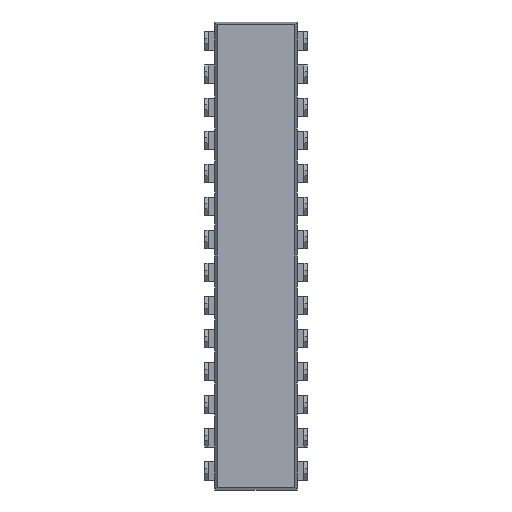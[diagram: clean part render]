
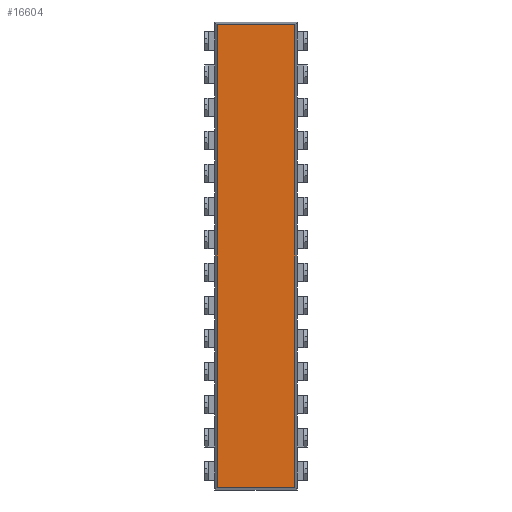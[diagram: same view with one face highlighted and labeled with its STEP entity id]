
A CAD part, front view. The second image highlights one B-rep face of the part: STEP entity #16604.
In plain terms, the highlighted planar face has unit normal (0, -1, 0).
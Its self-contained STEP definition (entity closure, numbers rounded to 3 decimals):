
#318 = EDGE_CURVE ( 'NONE', #333, #319, #4928, .T. ) ;
#319 = VERTEX_POINT ( 'NONE', #4924 ) ;
#331 = EDGE_CURVE ( 'NONE', #332, #333, #4950, .T. ) ;
#332 = VERTEX_POINT ( 'NONE', #5003 ) ;
#333 = VERTEX_POINT ( 'NONE', #5002 ) ;
#4924 = CARTESIAN_POINT ( 'NONE',  ( -2.972, -1.651, 22.848 ) ) ;
#4925 = DIRECTION ( 'NONE',  ( 0., 0., 1. ) ) ;
#4926 = VECTOR ( 'NONE', #4925, 1000. ) ;
#4927 = CARTESIAN_POINT ( 'NONE',  ( -2.972, -1.651, 12.89 ) ) ;
#4928 = LINE ( 'NONE', #4927, #4926 ) ;
#4948 = VECTOR ( 'NONE', #5004, 1000. ) ;
#4949 = CARTESIAN_POINT ( 'NONE',  ( -3.175, -1.651, -12.688 ) ) ;
#4950 = LINE ( 'NONE', #4949, #4948 ) ;
#5002 = CARTESIAN_POINT ( 'NONE',  ( -2.972, -1.651, -12.688 ) ) ;
#5003 = CARTESIAN_POINT ( 'NONE',  ( 2.972, -1.651, -12.688 ) ) ;
#5004 = DIRECTION ( 'NONE',  ( -1., 0., 0. ) ) ;
#15821 = FACE_OUTER_BOUND ( 'NONE', #16602, .T. ) ;
#15850 = DIRECTION ( 'NONE',  ( 0., 0., 1. ) ) ;
#15851 = DIRECTION ( 'NONE',  ( 0., 1., 0. ) ) ;
#15852 = CARTESIAN_POINT ( 'NONE',  ( -3.175, -1.651, 12.89 ) ) ;
#15853 = AXIS2_PLACEMENT_3D ( 'NONE', #15852, #15851, #15850 ) ;
#15854 = PLANE ( 'NONE',  #15853 ) ;
#16361 = DIRECTION ( 'NONE',  ( 1., 0., 0. ) ) ;
#16362 = VECTOR ( 'NONE', #16361, 1000. ) ;
#16363 = CARTESIAN_POINT ( 'NONE',  ( -3.175, -1.651, 22.848 ) ) ;
#16364 = LINE ( 'NONE', #16363, #16362 ) ;
#16370 = CARTESIAN_POINT ( 'NONE',  ( 2.972, -1.651, 22.848 ) ) ;
#16390 = DIRECTION ( 'NONE',  ( 0., 0., -1. ) ) ;
#16391 = VECTOR ( 'NONE', #16390, 1000. ) ;
#16392 = CARTESIAN_POINT ( 'NONE',  ( 2.972, -1.651, 12.89 ) ) ;
#16396 = LINE ( 'NONE', #16392, #16391 ) ;
#16599 = ORIENTED_EDGE ( 'NONE', *, *, #318, .F. ) ;
#16600 = ORIENTED_EDGE ( 'NONE', *, *, #331, .F. ) ;
#16601 = ORIENTED_EDGE ( 'NONE', *, *, #16848, .F. ) ;
#16602 = EDGE_LOOP ( 'NONE', ( #16603, #16599, #16600, #16601 ) ) ;
#16603 = ORIENTED_EDGE ( 'NONE', *, *, #16807, .F. ) ;
#16604 = ADVANCED_FACE ( 'NONE', ( #15821 ), #15854, .F. ) ;
#16806 = VERTEX_POINT ( 'NONE', #16370 ) ;
#16807 = EDGE_CURVE ( 'NONE', #319, #16806, #16364, .T. ) ;
#16848 = EDGE_CURVE ( 'NONE', #16806, #332, #16396, .T. ) ;
